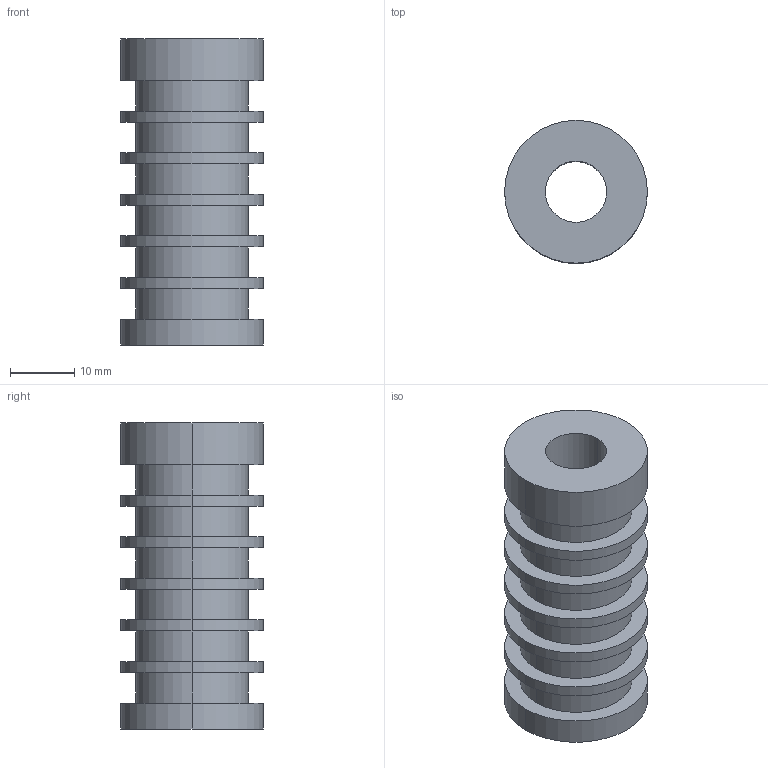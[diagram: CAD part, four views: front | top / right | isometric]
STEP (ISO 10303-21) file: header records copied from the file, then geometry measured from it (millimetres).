
FILE_DESCRIPTION (( 'STEP AP203' ), '1' );
FILE_NAME ('LargeStainlessRoller2.STEP', '2017-11-08T19:32:46', ( 'Windows User' ), ( '' ), 'SwSTEP 2.0', 'SolidWorks 2017', '' );
FILE_SCHEMA (( 'CONFIG_CONTROL_DESIGN' ));
Length unit declared in the file: inch
Products named in the file (1): LargeStainlessRoller2
Bounding box: 22.23 x 22.23 x 47.62 mm (x, y, z)
Volume: 10840.5 mm3; surface area: 6737.6 mm2
Topology: 1 solids, 1 shells, 42 faces, 84 edges, 56 vertices
Faces by surface type: cylinder 28, plane 14
Entity records: 1207 total; most frequent: DIRECTION 226, CARTESIAN_POINT 183, ORIENTED_EDGE 168, AXIS2_PLACEMENT_3D 99, EDGE_CURVE 84, VERTEX_POINT 56, EDGE_LOOP 56, CIRCLE 56
